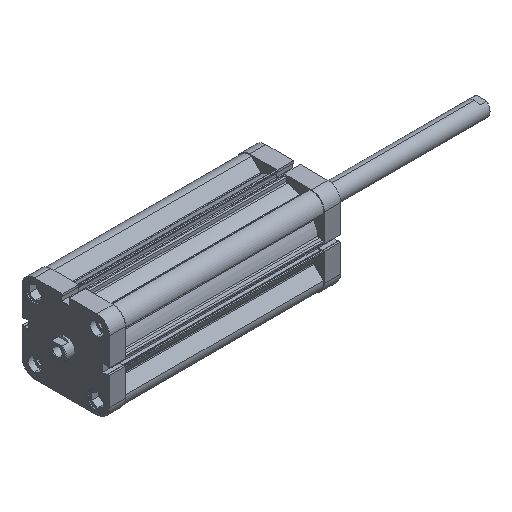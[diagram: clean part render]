
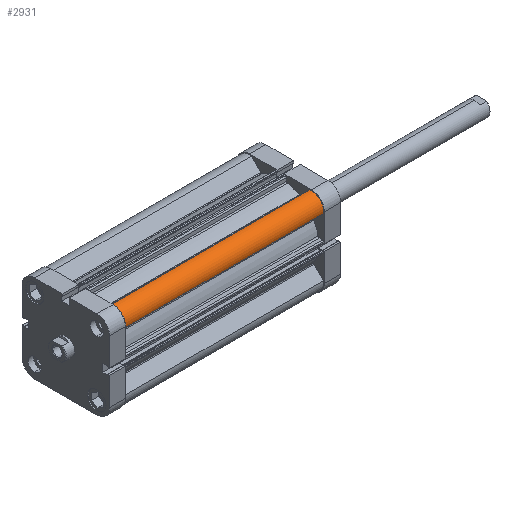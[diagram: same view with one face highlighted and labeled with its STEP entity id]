
A CAD part, isometric view. The second image highlights one B-rep face of the part: STEP entity #2931.
In plain terms, the highlighted cylindrical face has radius 10.75 mm (diameter 21.5 mm), a partial arc.
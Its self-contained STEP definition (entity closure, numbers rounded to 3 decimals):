
#22 = CARTESIAN_POINT ( 'NONE',  ( 28.25, -28.25, 0. ) ) ;
#808 = EDGE_CURVE ( 'NONE', #7535, #7504, #4054, .T. ) ;
#815 = EDGE_CURVE ( 'NONE', #7508, #7709, #4071, .T. ) ;
#911 = EDGE_CURVE ( 'NONE', #7709, #7504, #4265, .T. ) ;
#1003 = EDGE_CURVE ( 'NONE', #7508, #7535, #4407, .T. ) ;
#1399 = AXIS2_PLACEMENT_3D ( 'NONE', #22, #4664, #4665 ) ;
#1441 = AXIS2_PLACEMENT_3D ( 'NONE', #4879, #4890, #4891 ) ;
#2450 = CYLINDRICAL_SURFACE ( 'NONE', #7172, 10.75 ) ;
#2453 = FACE_OUTER_BOUND ( 'NONE', #3689, .T. ) ;
#2580 = DIRECTION ( 'NONE',  ( 0., 0., -1. ) ) ;
#2583 = CARTESIAN_POINT ( 'NONE',  ( 26.479, -38.853, 180.5 ) ) ;
#2613 = CARTESIAN_POINT ( 'NONE',  ( 38.853, -26.479, 180.5 ) ) ;
#2706 = DIRECTION ( 'NONE',  ( 0., 0., -1. ) ) ;
#2931 = ADVANCED_FACE ( 'NONE', ( #2453 ), #2450, .T. ) ;
#3141 = ORIENTED_EDGE ( 'NONE', *, *, #911, .T. ) ;
#3142 = ORIENTED_EDGE ( 'NONE', *, *, #808, .F. ) ;
#3143 = ORIENTED_EDGE ( 'NONE', *, *, #1003, .F. ) ;
#3144 = ORIENTED_EDGE ( 'NONE', *, *, #815, .T. ) ;
#3689 = EDGE_LOOP ( 'NONE', ( #3141, #3142, #3143, #3144 ) ) ;
#4054 = LINE ( 'NONE', #2613, #4072 ) ;
#4071 = LINE ( 'NONE', #2583, #4086 ) ;
#4072 = VECTOR ( 'NONE', #2580, 1000. ) ;
#4086 = VECTOR ( 'NONE', #2706, 1000. ) ;
#4265 = CIRCLE ( 'NONE', #1399, 10.75 ) ;
#4407 = CIRCLE ( 'NONE', #1441, 10.75 ) ;
#4664 = DIRECTION ( 'NONE',  ( 0., 0., 1. ) ) ;
#4665 = DIRECTION ( 'NONE',  ( -1., 0., 0. ) ) ;
#4879 = CARTESIAN_POINT ( 'NONE',  ( 28.25, -28.25, 180.5 ) ) ;
#4890 = DIRECTION ( 'NONE',  ( 0., 0., 1. ) ) ;
#4891 = DIRECTION ( 'NONE',  ( -1., 0., 0. ) ) ;
#6513 = DIRECTION ( 'NONE',  ( 0., 0., -1. ) ) ;
#6516 = DIRECTION ( 'NONE',  ( -1., 0., 0. ) ) ;
#6521 = CARTESIAN_POINT ( 'NONE',  ( 28.25, -28.25, 180.5 ) ) ;
#6859 = CARTESIAN_POINT ( 'NONE',  ( 38.853, -26.479, 0. ) ) ;
#6863 = CARTESIAN_POINT ( 'NONE',  ( 26.479, -38.853, 180.5 ) ) ;
#6890 = CARTESIAN_POINT ( 'NONE',  ( 38.853, -26.479, 180.5 ) ) ;
#7064 = CARTESIAN_POINT ( 'NONE',  ( 26.479, -38.853, 0. ) ) ;
#7172 = AXIS2_PLACEMENT_3D ( 'NONE', #6521, #6513, #6516 ) ;
#7504 = VERTEX_POINT ( 'NONE', #6859 ) ;
#7508 = VERTEX_POINT ( 'NONE', #6863 ) ;
#7535 = VERTEX_POINT ( 'NONE', #6890 ) ;
#7709 = VERTEX_POINT ( 'NONE', #7064 ) ;
